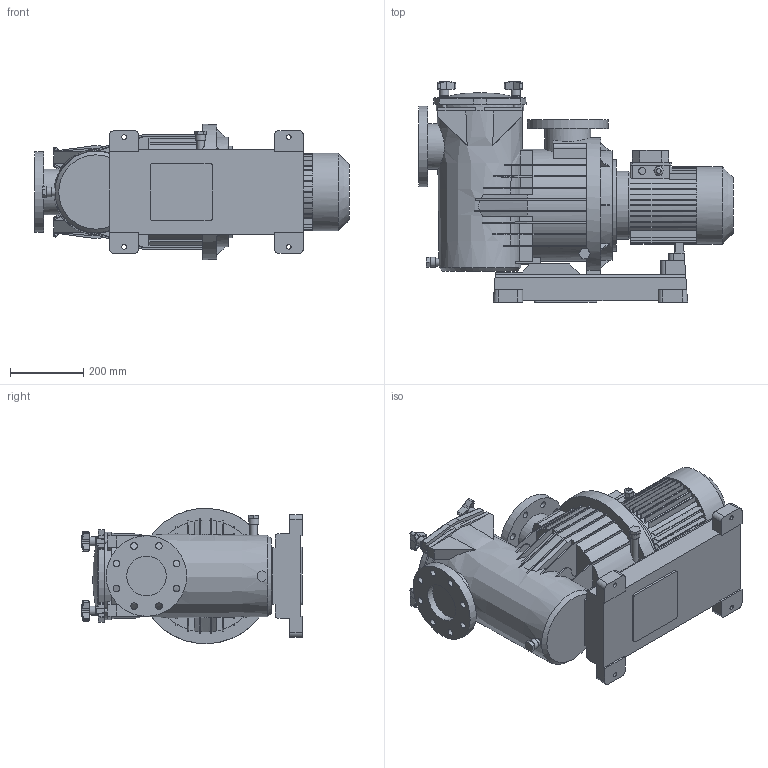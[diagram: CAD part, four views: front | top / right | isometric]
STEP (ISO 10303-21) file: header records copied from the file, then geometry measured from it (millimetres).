
FILE_DESCRIPTION(/* description */ ('Unknown'),/* implementation_level */ '2;1');
FILE_NAME(/* name */ 'MAGNUS 550',/* time_stamp */ '2018-10-21T18:14:23+02:00',/* author */ ('Unknown'),/* organization */ ('Unknown'),/* preprocessor_version */ 'ST-DEVELOPER v16.7',/* originating_system */ 'DEX',/* authorisation */ $);
FILE_SCHEMA (('AUTOMOTIVE_DESIGN {1 0 10303 214 3 1 1}'));
Length unit declared in the file: millimetre
Products named in the file (1): MAGNUS 550
Bounding box: 859 x 603.5 x 369.55 mm (x, y, z)
Volume: 62805524.8 mm3; surface area: 2130875 mm2
Topology: 1 solids, 6 shells, 995 faces, 2628 edges, 1676 vertices
Faces by surface type: plane 650, cylinder 239, bspline 44, cone 43, torus 18, sphere 1
Full cylindrical faces by diameter (mm): 12 x4, 12.5 x8, 13 x1, 17.5 x4, 18 x16, 19 x2, 20 x2, 21 x4, 22.5 x4, 23 x1, 25 x4, 27 x2, 108 x2, 125 x2, 185 x1, 186 x1, 212 x1, 220 x2, 240 x1, 250 x1, 300 x1
Entity records: 38309 total; most frequent: CARTESIAN_POINT 7613, ORIENTED_EDGE 4934, DIRECTION 4800, EDGE_CURVE 2467, AXIS2_PLACEMENT_3D 1648, VERTEX_POINT 1616, LINE 1504, VECTOR 1504
